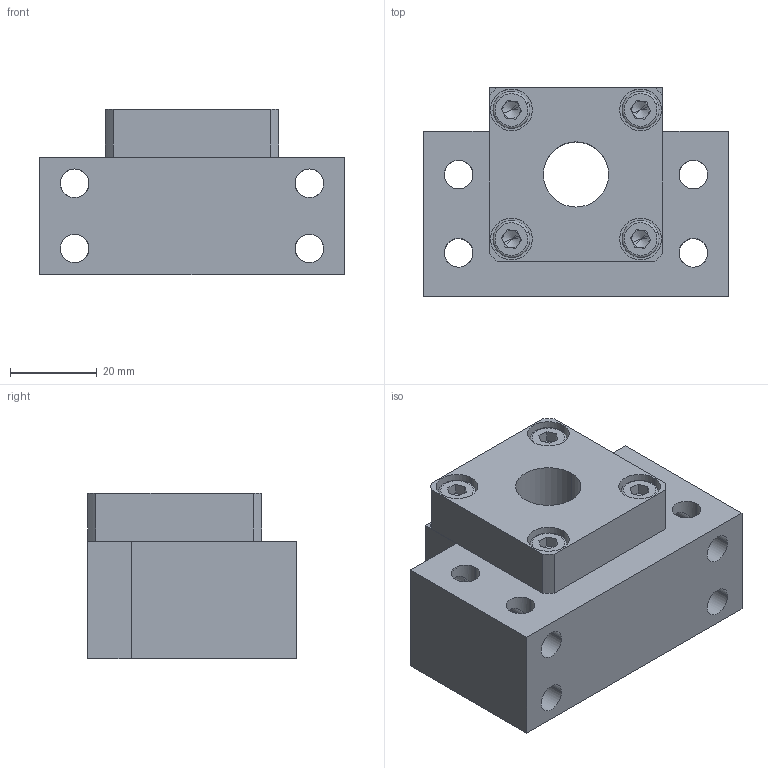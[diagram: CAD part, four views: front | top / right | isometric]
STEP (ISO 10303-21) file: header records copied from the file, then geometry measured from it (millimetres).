
FILE_DESCRIPTION (( 'STEP AP214' ), '1' );
FILE_NAME ('B603 Îïîðà õîäîâîãî âèíòà BK-15.STEP', '2026-03-02T11:27:41', ( '' ), ( '' ), 'SwSTEP 2.0', 'SolidWorks 2026', '' );
FILE_SCHEMA (( 'AUTOMOTIVE_DESIGN' ));
Length unit declared in the file: millimetre
Products named in the file (4): B603 Крышка_00; B603 Опора ходового винта BK-15; B603 Корпус опоры ходового винта BK-15_00; socket head cap screw_din_DIN 912 M5 x 16 --- 16N
Assembly tree (6 placements, depth 2):
  B603 Опора ходового винта BK-15
    B603 Корпус опоры ходового винта BK-15_00
    B603 Крышка_00
    socket head cap screw_din_DIN 912 M5 x 16 --- 16N  x4
Bounding box: 70 x 48 x 38 mm (x, y, z)
Volume: 82219.6 mm3; surface area: 26762.6 mm2
Topology: 6 solids, 6 shells, 233 faces, 518 edges, 296 vertices
Faces by surface type: cylinder 110, plane 91, cone 16, torus 16
Entity records: 4403 total; most frequent: CARTESIAN_POINT 796, DIRECTION 780, ORIENTED_EDGE 684, EDGE_CURVE 342, AXIS2_PLACEMENT_3D 309, EDGE_LOOP 197, VERTEX_POINT 197, VECTOR 162
